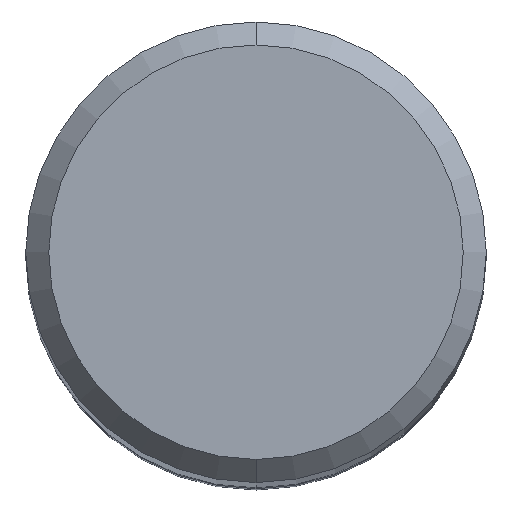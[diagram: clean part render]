
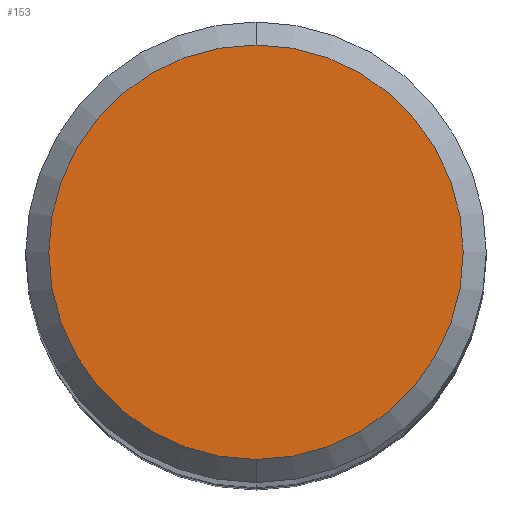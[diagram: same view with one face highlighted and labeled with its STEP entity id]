
A CAD part, top view. The second image highlights one B-rep face of the part: STEP entity #153.
In plain terms, the highlighted planar face has unit normal (0, 0, 1).
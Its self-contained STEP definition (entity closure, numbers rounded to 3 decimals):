
#153=ADVANCED_FACE('',(#386),#387,.T.);
#167=EDGE_CURVE('',#313,#203,#402,.T.);
#203=VERTEX_POINT('',#444);
#239=EDGE_CURVE('',#203,#313,#485,.T.);
#313=VERTEX_POINT('',#568);
#386=FACE_OUTER_BOUND('',#641,.T.);
#387=PLANE('',#642);
#402=CIRCLE('',#660,3.6);
#444=CARTESIAN_POINT('',(0.0,3.6,0.0));
#485=CIRCLE('',#770,3.6);
#568=CARTESIAN_POINT('',(0.,-3.6,0.0));
#641=EDGE_LOOP('',(#955,#956));
#642=AXIS2_PLACEMENT_3D('',#957,#958,#959);
#660=AXIS2_PLACEMENT_3D('',#974,#975,#976);
#770=AXIS2_PLACEMENT_3D('',#1084,#1085,#1086);
#955=ORIENTED_EDGE('',*,*,#239,.F.);
#956=ORIENTED_EDGE('',*,*,#167,.F.);
#957=CARTESIAN_POINT('',(0.0,1.8,0.0));
#958=DIRECTION('',(-0.0,0.0,1.0));
#959=DIRECTION('',(0.0,-1.0,0.0));
#974=CARTESIAN_POINT('',(0.0,0.0,0.0));
#975=DIRECTION('',(0.0,0.0,-1.0));
#976=DIRECTION('',(0.0,1.0,0.0));
#1084=CARTESIAN_POINT('',(0.0,0.0,0.0));
#1085=DIRECTION('',(0.0,0.0,-1.0));
#1086=DIRECTION('',(0.0,1.0,0.0));
